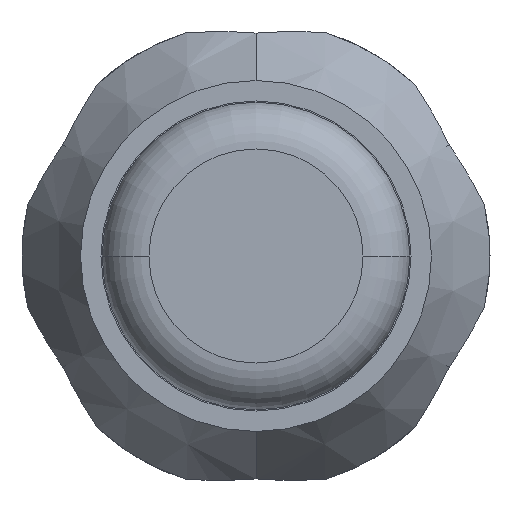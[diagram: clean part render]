
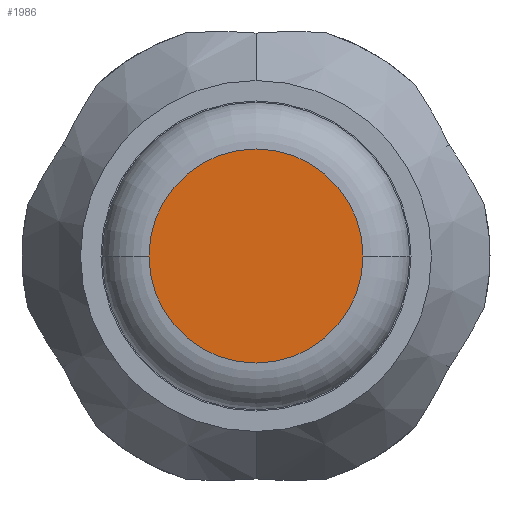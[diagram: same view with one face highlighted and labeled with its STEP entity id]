
A CAD part, front view. The second image highlights one B-rep face of the part: STEP entity #1986.
In plain terms, the highlighted planar face has unit normal (0, -1, 0).
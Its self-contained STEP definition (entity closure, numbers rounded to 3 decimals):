
#337 = DIRECTION ( 'NONE',  ( 0., 1., 0. ) ) ;
#396 = EDGE_CURVE ( 'Defeature ausgef�hrt1_6+Defeature ausgef�hrt1_7+Defeature ausgef�hrt1_7+Defeature ausgef�hrt1_7', #4854, #458, #3323, .T. ) ;
#458 = VERTEX_POINT ( 'NONE', #982 ) ;
#726 = DIRECTION ( 'NONE',  ( -1., 0., 0. ) ) ;
#898 = CIRCLE ( 'NONE', #4483, 0.915 ) ;
#982 = CARTESIAN_POINT ( 'NONE',  ( 0.915, 0., 0. ) ) ;
#1204 = EDGE_LOOP ( 'NONE', ( #2681, #4426 ) ) ;
#1411 = CARTESIAN_POINT ( 'NONE',  ( 0., 0., 0. ) ) ;
#1704 = EDGE_CURVE ( 'Defeature ausgef�hrt1_6+Defeature ausgef�hrt1_7+Defeature ausgef�hrt1_7+Defeature ausgef�hrt1_7', #458, #4854, #898, .T. ) ;
#1986 = ADVANCED_FACE ( 'Defeature ausgef�hrt1_6', ( #3837 ), #2936, .F. ) ;
#2328 = CARTESIAN_POINT ( 'NONE',  ( -0.915, 0., 0. ) ) ;
#2622 = DIRECTION ( 'NONE',  ( 0., -1., 0. ) ) ;
#2681 = ORIENTED_EDGE ( 'NONE', *, *, #396, .T. ) ;
#2874 = DIRECTION ( 'NONE',  ( -1., 0., 0. ) ) ;
#2902 = AXIS2_PLACEMENT_3D ( 'NONE', #2950, #337, #726 ) ;
#2936 = PLANE ( 'NONE',  #2902 ) ;
#2950 = CARTESIAN_POINT ( 'NONE',  ( 0., 0., 0. ) ) ;
#3323 = CIRCLE ( 'NONE', #4105, 0.915 ) ;
#3356 = DIRECTION ( 'NONE',  ( -1., 0., 0. ) ) ;
#3649 = CARTESIAN_POINT ( 'NONE',  ( 0., 0., 0. ) ) ;
#3837 = FACE_OUTER_BOUND ( 'NONE', #1204, .T. ) ;
#4105 = AXIS2_PLACEMENT_3D ( 'NONE', #3649, #4831, #2874 ) ;
#4426 = ORIENTED_EDGE ( 'NONE', *, *, #1704, .T. ) ;
#4483 = AXIS2_PLACEMENT_3D ( 'NONE', #1411, #2622, #3356 ) ;
#4831 = DIRECTION ( 'NONE',  ( 0., -1., 0. ) ) ;
#4854 = VERTEX_POINT ( 'NONE', #2328 ) ;
